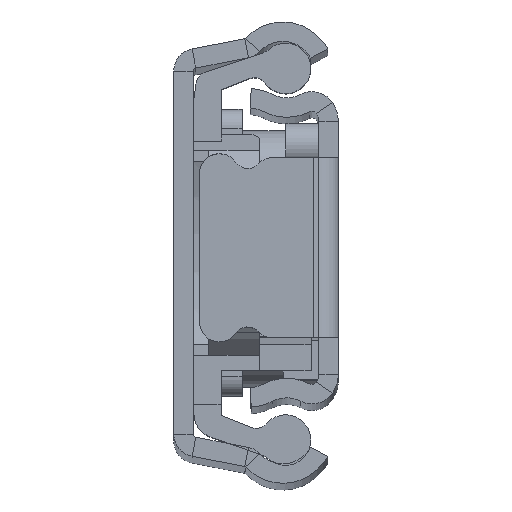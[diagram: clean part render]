
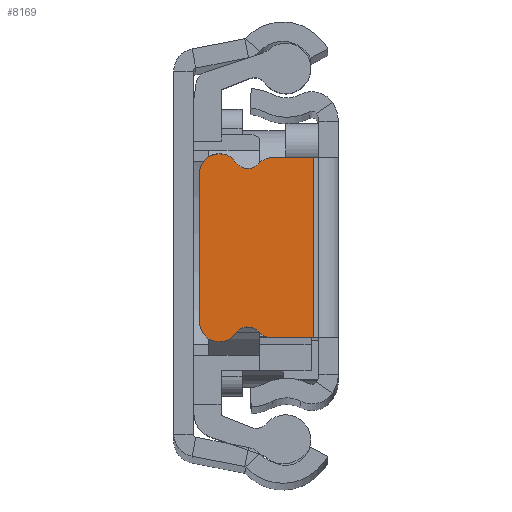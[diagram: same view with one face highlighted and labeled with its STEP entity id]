
A CAD part, top view. The second image highlights one B-rep face of the part: STEP entity #8169.
In plain terms, the highlighted planar face has unit normal (0, 0, 1).
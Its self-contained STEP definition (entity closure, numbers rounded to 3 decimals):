
#14 = DIRECTION ( 'NONE',  ( 0., 0., 1. ) ) ;
#318 = DIRECTION ( 'NONE',  ( -1., 0., 0. ) ) ;
#474 = CIRCLE ( 'NONE', #9427, 1.1 ) ;
#610 = EDGE_CURVE ( 'NONE', #11896, #12775, #11319, .T. ) ;
#655 = DIRECTION ( 'NONE',  ( -1., 0., 0. ) ) ;
#671 = AXIS2_PLACEMENT_3D ( 'NONE', #11989, #1341, #6067 ) ;
#677 = DIRECTION ( 'NONE',  ( 0., -1., 0. ) ) ;
#721 = PLANE ( 'NONE',  #8323 ) ;
#791 = DIRECTION ( 'NONE',  ( -1., 0., 0. ) ) ;
#861 = AXIS2_PLACEMENT_3D ( 'NONE', #2830, #13742, #655 ) ;
#891 = CARTESIAN_POINT ( 'NONE',  ( -10.7, -5.75, 0. ) ) ;
#940 = DIRECTION ( 'NONE',  ( 0., 0., 1. ) ) ;
#980 = AXIS2_PLACEMENT_3D ( 'NONE', #6304, #14, #318 ) ;
#1020 = CARTESIAN_POINT ( 'NONE',  ( -5.078, 5.45, 0. ) ) ;
#1070 = EDGE_CURVE ( 'NONE', #13163, #5416, #6297, .T. ) ;
#1199 = AXIS2_PLACEMENT_3D ( 'NONE', #3042, #6715, #11313 ) ;
#1341 = DIRECTION ( 'NONE',  ( 0., 0., -1. ) ) ;
#1468 = CARTESIAN_POINT ( 'NONE',  ( -5.078, 6.95, 0. ) ) ;
#1474 = CARTESIAN_POINT ( 'NONE',  ( -9.14, -7.25, 0. ) ) ;
#1955 = CIRCLE ( 'NONE', #12645, 1.5 ) ;
#2283 = DIRECTION ( 'NONE',  ( 0., 0., -1. ) ) ;
#2411 = LINE ( 'NONE', #4667, #6215 ) ;
#2423 = EDGE_CURVE ( 'NONE', #15413, #4314, #2411, .T. ) ;
#2640 = VECTOR ( 'NONE', #13180, 1000. ) ;
#2659 = ORIENTED_EDGE ( 'NONE', *, *, #11009, .T. ) ;
#2830 = CARTESIAN_POINT ( 'NONE',  ( -9.2, -5.75, 0. ) ) ;
#2994 = ORIENTED_EDGE ( 'NONE', *, *, #10040, .T. ) ;
#3034 = LINE ( 'NONE', #14695, #10074 ) ;
#3042 = CARTESIAN_POINT ( 'NONE',  ( -5.078, -5.45, 0. ) ) ;
#3174 = AXIS2_PLACEMENT_3D ( 'NONE', #9629, #10966, #5032 ) ;
#3287 = VERTEX_POINT ( 'NONE', #12660 ) ;
#3510 = DIRECTION ( 'NONE',  ( 1., 0., 0. ) ) ;
#3805 = VERTEX_POINT ( 'NONE', #13160 ) ;
#3910 = DIRECTION ( 'NONE',  ( 0., 1., 0. ) ) ;
#3930 = CARTESIAN_POINT ( 'NONE',  ( -9.2, 7.25, 0. ) ) ;
#4001 = CARTESIAN_POINT ( 'NONE',  ( -9.14, 5.75, 0. ) ) ;
#4091 = ORIENTED_EDGE ( 'NONE', *, *, #11651, .T. ) ;
#4205 = CARTESIAN_POINT ( 'NONE',  ( -1.9, 6.95, 0. ) ) ;
#4314 = VERTEX_POINT ( 'NONE', #1468 ) ;
#4528 = CARTESIAN_POINT ( 'NONE',  ( -6.99, -7.212, 0. ) ) ;
#4597 = CARTESIAN_POINT ( 'NONE',  ( 0., -6.95, 0. ) ) ;
#4612 = ORIENTED_EDGE ( 'NONE', *, *, #13159, .T. ) ;
#4667 = CARTESIAN_POINT ( 'NONE',  ( 1.206, 6.95, 0. ) ) ;
#5032 = DIRECTION ( 'NONE',  ( 0., -1., 0. ) ) ;
#5167 = CIRCLE ( 'NONE', #7644, 1.5 ) ;
#5201 = CARTESIAN_POINT ( 'NONE',  ( -6.181, 6.467, 0. ) ) ;
#5416 = VERTEX_POINT ( 'NONE', #3930 ) ;
#5558 = ORIENTED_EDGE ( 'NONE', *, *, #1070, .T. ) ;
#5696 = CIRCLE ( 'NONE', #980, 1.5 ) ;
#5759 = DIRECTION ( 'NONE',  ( 0., 1., 0. ) ) ;
#6067 = DIRECTION ( 'NONE',  ( 0., -1., 0. ) ) ;
#6080 = CARTESIAN_POINT ( 'NONE',  ( 0., 7.25, 0. ) ) ;
#6129 = VECTOR ( 'NONE', #677, 1000. ) ;
#6215 = VECTOR ( 'NONE', #13086, 1000. ) ;
#6297 = LINE ( 'NONE', #6080, #2640 ) ;
#6304 = CARTESIAN_POINT ( 'NONE',  ( -9.2, 5.75, 0. ) ) ;
#6490 = VERTEX_POINT ( 'NONE', #9025 ) ;
#6665 = CIRCLE ( 'NONE', #3174, 1.1 ) ;
#6706 = LINE ( 'NONE', #4597, #7096 ) ;
#6715 = DIRECTION ( 'NONE',  ( 0., 0., 1. ) ) ;
#6724 = EDGE_CURVE ( 'NONE', #9043, #7227, #6826, .T. ) ;
#6826 = CIRCLE ( 'NONE', #861, 1.5 ) ;
#6982 = ORIENTED_EDGE ( 'NONE', *, *, #13858, .T. ) ;
#7061 = ORIENTED_EDGE ( 'NONE', *, *, #14862, .T. ) ;
#7096 = VECTOR ( 'NONE', #3510, 1000. ) ;
#7227 = VERTEX_POINT ( 'NONE', #13805 ) ;
#7274 = EDGE_CURVE ( 'NONE', #15413, #6490, #3034, .T. ) ;
#7378 = EDGE_CURVE ( 'NONE', #8002, #6490, #6706, .T. ) ;
#7384 = VERTEX_POINT ( 'NONE', #9350 ) ;
#7458 = ORIENTED_EDGE ( 'NONE', *, *, #6724, .T. ) ;
#7462 = CARTESIAN_POINT ( 'NONE',  ( -7.9, -6.593, 0. ) ) ;
#7644 = AXIS2_PLACEMENT_3D ( 'NONE', #1020, #940, #5759 ) ;
#7743 = EDGE_LOOP ( 'NONE', ( #10621, #15119, #13468, #2659, #2994, #4612, #7061, #5558, #7883, #4091, #7458, #11507, #7768, #6982, #10179 ) ) ;
#7768 = ORIENTED_EDGE ( 'NONE', *, *, #610, .T. ) ;
#7883 = ORIENTED_EDGE ( 'NONE', *, *, #15278, .T. ) ;
#8002 = VERTEX_POINT ( 'NONE', #8896 ) ;
#8169 = ADVANCED_FACE ( 'NONE', ( #12871 ), #721, .F. ) ;
#8201 = LINE ( 'NONE', #10610, #13088 ) ;
#8323 = AXIS2_PLACEMENT_3D ( 'NONE', #9123, #13809, #791 ) ;
#8580 = AXIS2_PLACEMENT_3D ( 'NONE', #12181, #13354, #3910 ) ;
#8896 = CARTESIAN_POINT ( 'NONE',  ( -5.078, -6.95, 0. ) ) ;
#9025 = CARTESIAN_POINT ( 'NONE',  ( -1.9, -6.95, 0. ) ) ;
#9043 = VERTEX_POINT ( 'NONE', #891 ) ;
#9123 = CARTESIAN_POINT ( 'NONE',  ( 0., 0., 0. ) ) ;
#9350 = CARTESIAN_POINT ( 'NONE',  ( -6.181, -6.467, 0. ) ) ;
#9427 = AXIS2_PLACEMENT_3D ( 'NONE', #4528, #2283, #11466 ) ;
#9505 = EDGE_CURVE ( 'NONE', #7227, #11896, #8201, .T. ) ;
#9588 = DIRECTION ( 'NONE',  ( 1., 0., 0. ) ) ;
#9629 = CARTESIAN_POINT ( 'NONE',  ( -6.99, 7.212, 0. ) ) ;
#10014 = LINE ( 'NONE', #12360, #6129 ) ;
#10040 = EDGE_CURVE ( 'NONE', #12734, #3805, #12863, .T. ) ;
#10053 = DIRECTION ( 'NONE',  ( 0., -1., 0. ) ) ;
#10074 = VECTOR ( 'NONE', #10053, 1000. ) ;
#10179 = ORIENTED_EDGE ( 'NONE', *, *, #10508, .T. ) ;
#10370 = CIRCLE ( 'NONE', #1199, 1.5 ) ;
#10508 = EDGE_CURVE ( 'NONE', #7384, #8002, #10370, .T. ) ;
#10610 = CARTESIAN_POINT ( 'NONE',  ( 0., -7.25, 0. ) ) ;
#10621 = ORIENTED_EDGE ( 'NONE', *, *, #7378, .T. ) ;
#10966 = DIRECTION ( 'NONE',  ( 0., 0., -1. ) ) ;
#11009 = EDGE_CURVE ( 'NONE', #4314, #12734, #5167, .T. ) ;
#11313 = DIRECTION ( 'NONE',  ( 0., 1., 0. ) ) ;
#11319 = CIRCLE ( 'NONE', #8580, 1.5 ) ;
#11466 = DIRECTION ( 'NONE',  ( 0., -1., 0. ) ) ;
#11507 = ORIENTED_EDGE ( 'NONE', *, *, #9505, .T. ) ;
#11651 = EDGE_CURVE ( 'NONE', #11762, #9043, #10014, .T. ) ;
#11762 = VERTEX_POINT ( 'NONE', #14005 ) ;
#11896 = VERTEX_POINT ( 'NONE', #1474 ) ;
#11975 = CARTESIAN_POINT ( 'NONE',  ( -9.14, 7.25, 0. ) ) ;
#11989 = CARTESIAN_POINT ( 'NONE',  ( -6.99, 7.212, 0. ) ) ;
#12027 = DIRECTION ( 'NONE',  ( 0., 0., 1. ) ) ;
#12181 = CARTESIAN_POINT ( 'NONE',  ( -9.14, -5.75, 0. ) ) ;
#12360 = CARTESIAN_POINT ( 'NONE',  ( -10.7, 0., 0. ) ) ;
#12645 = AXIS2_PLACEMENT_3D ( 'NONE', #4001, #12027, #13138 ) ;
#12660 = CARTESIAN_POINT ( 'NONE',  ( -7.9, 6.593, 0. ) ) ;
#12734 = VERTEX_POINT ( 'NONE', #5201 ) ;
#12775 = VERTEX_POINT ( 'NONE', #7462 ) ;
#12863 = CIRCLE ( 'NONE', #671, 1.1 ) ;
#12871 = FACE_OUTER_BOUND ( 'NONE', #7743, .T. ) ;
#13086 = DIRECTION ( 'NONE',  ( -1., 0., 0. ) ) ;
#13088 = VECTOR ( 'NONE', #9588, 1000. ) ;
#13138 = DIRECTION ( 'NONE',  ( 0., 1., 0. ) ) ;
#13159 = EDGE_CURVE ( 'NONE', #3805, #3287, #6665, .T. ) ;
#13160 = CARTESIAN_POINT ( 'NONE',  ( -6.99, 6.112, 0. ) ) ;
#13163 = VERTEX_POINT ( 'NONE', #11975 ) ;
#13180 = DIRECTION ( 'NONE',  ( -1., 0., 0. ) ) ;
#13354 = DIRECTION ( 'NONE',  ( 0., 0., 1. ) ) ;
#13468 = ORIENTED_EDGE ( 'NONE', *, *, #2423, .T. ) ;
#13742 = DIRECTION ( 'NONE',  ( 0., 0., 1. ) ) ;
#13805 = CARTESIAN_POINT ( 'NONE',  ( -9.2, -7.25, 0. ) ) ;
#13809 = DIRECTION ( 'NONE',  ( 0., 0., -1. ) ) ;
#13858 = EDGE_CURVE ( 'NONE', #12775, #7384, #474, .T. ) ;
#14005 = CARTESIAN_POINT ( 'NONE',  ( -10.7, 5.75, 0. ) ) ;
#14695 = CARTESIAN_POINT ( 'NONE',  ( -1.9, -7.25, 0. ) ) ;
#14862 = EDGE_CURVE ( 'NONE', #3287, #13163, #1955, .T. ) ;
#15119 = ORIENTED_EDGE ( 'NONE', *, *, #7274, .F. ) ;
#15278 = EDGE_CURVE ( 'NONE', #5416, #11762, #5696, .T. ) ;
#15413 = VERTEX_POINT ( 'NONE', #4205 ) ;
